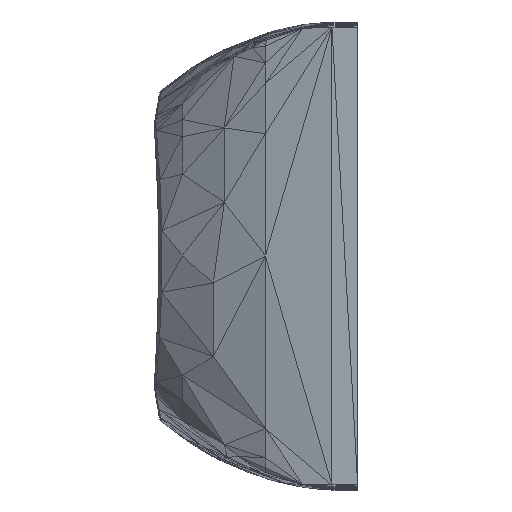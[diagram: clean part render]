
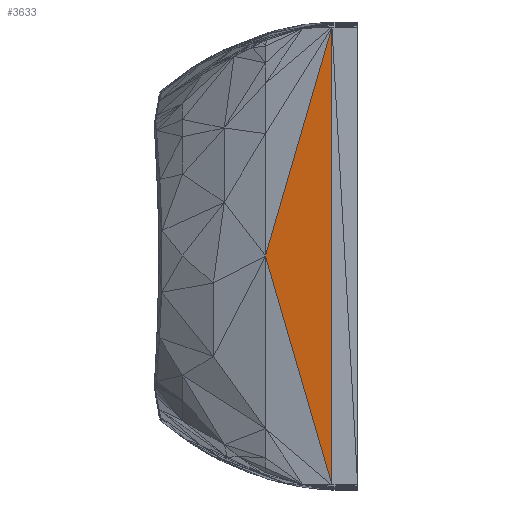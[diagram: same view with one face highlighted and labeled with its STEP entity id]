
A CAD part, left-side view. The second image highlights one B-rep face of the part: STEP entity #3633.
In plain terms, the highlighted planar face has unit normal (-0.985, 0.172, 0).
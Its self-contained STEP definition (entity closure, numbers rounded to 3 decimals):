
#3250 = VERTEX_POINT('',#3251);
#3251 = CARTESIAN_POINT('',(-10.128,0.394,
    3.504));
#3534 = VERTEX_POINT('',#3535);
#3535 = CARTESIAN_POINT('',(-10.128,0.394,
    -3.504));
#3562 = EDGE_CURVE('',#3250,#3534,#3563,.T.);
#3563 = LINE('',#3564,#3565);
#3564 = CARTESIAN_POINT('',(-10.128,0.394,
    3.504));
#3565 = VECTOR('',#3566,1.);
#3566 = DIRECTION('',(0.,0.,-1.));
#3633 = ADVANCED_FACE('',(#3634),#3651,.T.);
#3634 = FACE_BOUND('',#3635,.T.);
#3635 = EDGE_LOOP('',(#3636,#3644,#3650));
#3636 = ORIENTED_EDGE('',*,*,#3637,.T.);
#3637 = EDGE_CURVE('',#3250,#3638,#3640,.T.);
#3638 = VERTEX_POINT('',#3639);
#3639 = CARTESIAN_POINT('',(-9.95,1.411,
    0.));
#3640 = LINE('',#3641,#3642);
#3641 = CARTESIAN_POINT('',(-10.128,0.394,
    3.504));
#3642 = VECTOR('',#3643,1.);
#3643 = DIRECTION('',(0.049,0.278,-0.959)
  );
#3644 = ORIENTED_EDGE('',*,*,#3645,.T.);
#3645 = EDGE_CURVE('',#3638,#3534,#3646,.T.);
#3646 = LINE('',#3647,#3648);
#3647 = CARTESIAN_POINT('',(-9.95,1.411,
    0.));
#3648 = VECTOR('',#3649,1.);
#3649 = DIRECTION('',(-0.049,-0.278,-0.959
    ));
#3650 = ORIENTED_EDGE('',*,*,#3562,.F.);
#3651 = PLANE('',#3652);
#3652 = AXIS2_PLACEMENT_3D('',#3653,#3654,#3655);
#3653 = CARTESIAN_POINT('',(-10.083,0.653,
    0.));
#3654 = DIRECTION('',(-0.985,0.172,0.)
  );
#3655 = DIRECTION('',(-0.172,-0.985,0.));
